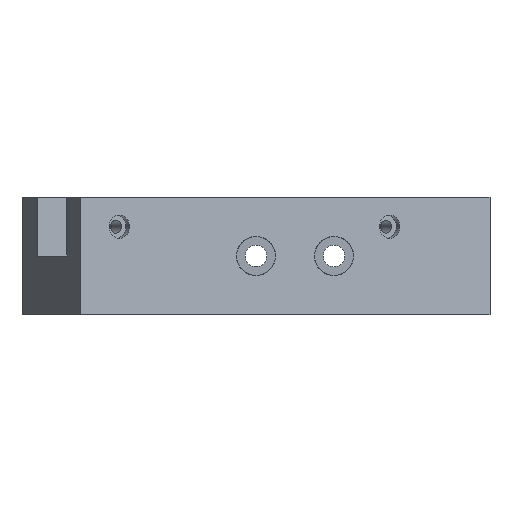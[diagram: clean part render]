
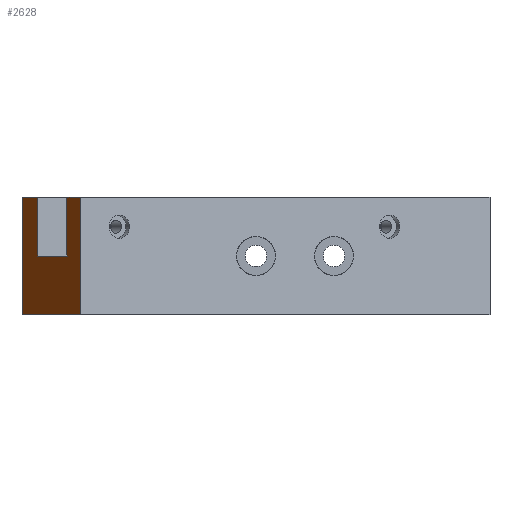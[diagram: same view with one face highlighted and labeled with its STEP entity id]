
A CAD part, left-side view. The second image highlights one B-rep face of the part: STEP entity #2628.
In plain terms, the highlighted planar face has unit normal (-0.5, 0.866, 0).
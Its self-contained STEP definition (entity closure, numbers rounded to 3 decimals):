
#44 = PLANE('',#45);
#45 = AXIS2_PLACEMENT_3D('',#46,#47,#48);
#46 = CARTESIAN_POINT('',(-37.793,54.93,0.));
#47 = DIRECTION('',(0.,0.,1.));
#48 = DIRECTION('',(1.,0.,0.));
#189 = PLANE('',#190);
#190 = AXIS2_PLACEMENT_3D('',#191,#192,#193);
#191 = CARTESIAN_POINT('',(-37.793,54.93,30.));
#192 = DIRECTION('',(0.,0.,1.));
#193 = DIRECTION('',(1.,0.,0.));
#644 = VERTEX_POINT('',#645);
#645 = CARTESIAN_POINT('',(-79.641,110.,0.));
#659 = PLANE('',#660);
#660 = AXIS2_PLACEMENT_3D('',#661,#662,#663);
#661 = CARTESIAN_POINT('',(-79.641,110.,0.));
#662 = DIRECTION('',(0.,1.,0.));
#663 = DIRECTION('',(1.,0.,0.));
#671 = EDGE_CURVE('',#672,#644,#674,.T.);
#672 = VERTEX_POINT('',#673);
#673 = CARTESIAN_POINT('',(-105.622,95.,0.));
#674 = SURFACE_CURVE('',#675,(#679,#686),.PCURVE_S1.);
#675 = LINE('',#676,#677);
#676 = CARTESIAN_POINT('',(-105.622,95.,0.));
#677 = VECTOR('',#678,1.);
#678 = DIRECTION('',(0.866,0.5,0.));
#679 = PCURVE('',#44,#680);
#680 = DEFINITIONAL_REPRESENTATION('',(#681),#685);
#681 = LINE('',#682,#683);
#682 = CARTESIAN_POINT('',(-67.829,40.07));
#683 = VECTOR('',#684,1.);
#684 = DIRECTION('',(0.866,0.5));
#685 = ( GEOMETRIC_REPRESENTATION_CONTEXT(2) 
PARAMETRIC_REPRESENTATION_CONTEXT() REPRESENTATION_CONTEXT('2D SPACE',''
  ) );
#686 = PCURVE('',#687,#692);
#687 = PLANE('',#688);
#688 = AXIS2_PLACEMENT_3D('',#689,#690,#691);
#689 = CARTESIAN_POINT('',(-105.622,95.,0.));
#690 = DIRECTION('',(-0.5,0.866,0.));
#691 = DIRECTION('',(0.866,0.5,0.));
#692 = DEFINITIONAL_REPRESENTATION('',(#693),#697);
#693 = LINE('',#694,#695);
#694 = CARTESIAN_POINT('',(0.,0.));
#695 = VECTOR('',#696,1.);
#696 = DIRECTION('',(1.,0.));
#697 = ( GEOMETRIC_REPRESENTATION_CONTEXT(2) 
PARAMETRIC_REPRESENTATION_CONTEXT() REPRESENTATION_CONTEXT('2D SPACE',''
  ) );
#715 = PLANE('',#716);
#716 = AXIS2_PLACEMENT_3D('',#717,#718,#719);
#717 = CARTESIAN_POINT('',(-45.,-10.,0.));
#718 = DIRECTION('',(-0.866,-0.5,0.));
#719 = DIRECTION('',(-0.5,0.866,0.));
#1143 = VERTEX_POINT('',#1144);
#1144 = CARTESIAN_POINT('',(-79.641,110.,30.));
#1165 = EDGE_CURVE('',#1166,#1143,#1168,.T.);
#1166 = VERTEX_POINT('',#1167);
#1167 = CARTESIAN_POINT('',(-86.578,105.995,30.));
#1168 = SURFACE_CURVE('',#1169,(#1173,#1180),.PCURVE_S1.);
#1169 = LINE('',#1170,#1171);
#1170 = CARTESIAN_POINT('',(-105.622,95.,30.));
#1171 = VECTOR('',#1172,1.);
#1172 = DIRECTION('',(0.866,0.5,0.));
#1173 = PCURVE('',#189,#1174);
#1174 = DEFINITIONAL_REPRESENTATION('',(#1175),#1179);
#1175 = LINE('',#1176,#1177);
#1176 = CARTESIAN_POINT('',(-67.829,40.07));
#1177 = VECTOR('',#1178,1.);
#1178 = DIRECTION('',(0.866,0.5));
#1179 = ( GEOMETRIC_REPRESENTATION_CONTEXT(2) 
PARAMETRIC_REPRESENTATION_CONTEXT() REPRESENTATION_CONTEXT('2D SPACE',''
  ) );
#1180 = PCURVE('',#687,#1181);
#1181 = DEFINITIONAL_REPRESENTATION('',(#1182),#1186);
#1182 = LINE('',#1183,#1184);
#1183 = CARTESIAN_POINT('',(0.,-30.));
#1184 = VECTOR('',#1185,1.);
#1185 = DIRECTION('',(1.,0.));
#1186 = ( GEOMETRIC_REPRESENTATION_CONTEXT(2) 
PARAMETRIC_REPRESENTATION_CONTEXT() REPRESENTATION_CONTEXT('2D SPACE',''
  ) );
#1204 = PLANE('',#1205);
#1205 = AXIS2_PLACEMENT_3D('',#1206,#1207,#1208);
#1206 = CARTESIAN_POINT('',(-86.578,105.995,15.));
#1207 = DIRECTION('',(-0.866,-0.5,0.));
#1208 = DIRECTION('',(0.,0.,1.));
#2167 = PLANE('',#2168);
#2168 = AXIS2_PLACEMENT_3D('',#2169,#2170,#2171);
#2169 = CARTESIAN_POINT('',(-37.793,54.93,30.));
#2170 = DIRECTION('',(0.,0.,1.));
#2171 = DIRECTION('',(1.,0.,0.));
#2407 = VERTEX_POINT('',#2408);
#2408 = CARTESIAN_POINT('',(-105.622,95.,30.));
#2429 = EDGE_CURVE('',#672,#2407,#2430,.T.);
#2430 = SURFACE_CURVE('',#2431,(#2435,#2442),.PCURVE_S1.);
#2431 = LINE('',#2432,#2433);
#2432 = CARTESIAN_POINT('',(-105.622,95.,0.));
#2433 = VECTOR('',#2434,1.);
#2434 = DIRECTION('',(0.,0.,1.));
#2435 = PCURVE('',#715,#2436);
#2436 = DEFINITIONAL_REPRESENTATION('',(#2437),#2441);
#2437 = LINE('',#2438,#2439);
#2438 = CARTESIAN_POINT('',(121.244,0.));
#2439 = VECTOR('',#2440,1.);
#2440 = DIRECTION('',(0.,-1.));
#2441 = ( GEOMETRIC_REPRESENTATION_CONTEXT(2) 
PARAMETRIC_REPRESENTATION_CONTEXT() REPRESENTATION_CONTEXT('2D SPACE',''
  ) );
#2442 = PCURVE('',#687,#2443);
#2443 = DEFINITIONAL_REPRESENTATION('',(#2444),#2448);
#2444 = LINE('',#2445,#2446);
#2445 = CARTESIAN_POINT('',(0.,0.));
#2446 = VECTOR('',#2447,1.);
#2447 = DIRECTION('',(0.,-1.));
#2448 = ( GEOMETRIC_REPRESENTATION_CONTEXT(2) 
PARAMETRIC_REPRESENTATION_CONTEXT() REPRESENTATION_CONTEXT('2D SPACE',''
  ) );
#2628 = ADVANCED_FACE('',(#2629),#687,.T.);
#2629 = FACE_BOUND('',#2630,.T.);
#2630 = EDGE_LOOP('',(#2631,#2632,#2633,#2656,#2684,#2712,#2733,#2734));
#2631 = ORIENTED_EDGE('',*,*,#671,.F.);
#2632 = ORIENTED_EDGE('',*,*,#2429,.T.);
#2633 = ORIENTED_EDGE('',*,*,#2634,.T.);
#2634 = EDGE_CURVE('',#2407,#2635,#2637,.T.);
#2635 = VERTEX_POINT('',#2636);
#2636 = CARTESIAN_POINT('',(-99.568,98.495,30.));
#2637 = SURFACE_CURVE('',#2638,(#2642,#2649),.PCURVE_S1.);
#2638 = LINE('',#2639,#2640);
#2639 = CARTESIAN_POINT('',(-105.622,95.,30.));
#2640 = VECTOR('',#2641,1.);
#2641 = DIRECTION('',(0.866,0.5,0.));
#2642 = PCURVE('',#687,#2643);
#2643 = DEFINITIONAL_REPRESENTATION('',(#2644),#2648);
#2644 = LINE('',#2645,#2646);
#2645 = CARTESIAN_POINT('',(0.,-30.));
#2646 = VECTOR('',#2647,1.);
#2647 = DIRECTION('',(1.,0.));
#2648 = ( GEOMETRIC_REPRESENTATION_CONTEXT(2) 
PARAMETRIC_REPRESENTATION_CONTEXT() REPRESENTATION_CONTEXT('2D SPACE',''
  ) );
#2649 = PCURVE('',#2167,#2650);
#2650 = DEFINITIONAL_REPRESENTATION('',(#2651),#2655);
#2651 = LINE('',#2652,#2653);
#2652 = CARTESIAN_POINT('',(-67.829,40.07));
#2653 = VECTOR('',#2654,1.);
#2654 = DIRECTION('',(0.866,0.5));
#2655 = ( GEOMETRIC_REPRESENTATION_CONTEXT(2) 
PARAMETRIC_REPRESENTATION_CONTEXT() REPRESENTATION_CONTEXT('2D SPACE',''
  ) );
#2656 = ORIENTED_EDGE('',*,*,#2657,.T.);
#2657 = EDGE_CURVE('',#2635,#2658,#2660,.T.);
#2658 = VERTEX_POINT('',#2659);
#2659 = CARTESIAN_POINT('',(-99.568,98.495,15.));
#2660 = SURFACE_CURVE('',#2661,(#2665,#2672),.PCURVE_S1.);
#2661 = LINE('',#2662,#2663);
#2662 = CARTESIAN_POINT('',(-99.568,98.495,30.));
#2663 = VECTOR('',#2664,1.);
#2664 = DIRECTION('',(0.,0.,-1.));
#2665 = PCURVE('',#687,#2666);
#2666 = DEFINITIONAL_REPRESENTATION('',(#2667),#2671);
#2667 = LINE('',#2668,#2669);
#2668 = CARTESIAN_POINT('',(6.99,-30.));
#2669 = VECTOR('',#2670,1.);
#2670 = DIRECTION('',(0.,1.));
#2671 = ( GEOMETRIC_REPRESENTATION_CONTEXT(2) 
PARAMETRIC_REPRESENTATION_CONTEXT() REPRESENTATION_CONTEXT('2D SPACE',''
  ) );
#2672 = PCURVE('',#2673,#2678);
#2673 = PLANE('',#2674);
#2674 = AXIS2_PLACEMENT_3D('',#2675,#2676,#2677);
#2675 = CARTESIAN_POINT('',(-99.568,98.495,30.));
#2676 = DIRECTION('',(0.866,0.5,0.));
#2677 = DIRECTION('',(0.,0.,-1.));
#2678 = DEFINITIONAL_REPRESENTATION('',(#2679),#2683);
#2679 = LINE('',#2680,#2681);
#2680 = CARTESIAN_POINT('',(0.,0.));
#2681 = VECTOR('',#2682,1.);
#2682 = DIRECTION('',(1.,0.));
#2683 = ( GEOMETRIC_REPRESENTATION_CONTEXT(2) 
PARAMETRIC_REPRESENTATION_CONTEXT() REPRESENTATION_CONTEXT('2D SPACE',''
  ) );
#2684 = ORIENTED_EDGE('',*,*,#2685,.T.);
#2685 = EDGE_CURVE('',#2658,#2686,#2688,.T.);
#2686 = VERTEX_POINT('',#2687);
#2687 = CARTESIAN_POINT('',(-86.578,105.995,15.));
#2688 = SURFACE_CURVE('',#2689,(#2693,#2700),.PCURVE_S1.);
#2689 = LINE('',#2690,#2691);
#2690 = CARTESIAN_POINT('',(-99.568,98.495,15.));
#2691 = VECTOR('',#2692,1.);
#2692 = DIRECTION('',(0.866,0.5,0.));
#2693 = PCURVE('',#687,#2694);
#2694 = DEFINITIONAL_REPRESENTATION('',(#2695),#2699);
#2695 = LINE('',#2696,#2697);
#2696 = CARTESIAN_POINT('',(6.99,-15.));
#2697 = VECTOR('',#2698,1.);
#2698 = DIRECTION('',(1.,0.));
#2699 = ( GEOMETRIC_REPRESENTATION_CONTEXT(2) 
PARAMETRIC_REPRESENTATION_CONTEXT() REPRESENTATION_CONTEXT('2D SPACE',''
  ) );
#2700 = PCURVE('',#2701,#2706);
#2701 = PLANE('',#2702);
#2702 = AXIS2_PLACEMENT_3D('',#2703,#2704,#2705);
#2703 = CARTESIAN_POINT('',(-99.568,98.495,15.));
#2704 = DIRECTION('',(0.,0.,1.));
#2705 = DIRECTION('',(0.866,0.5,0.));
#2706 = DEFINITIONAL_REPRESENTATION('',(#2707),#2711);
#2707 = LINE('',#2708,#2709);
#2708 = CARTESIAN_POINT('',(0.,0.));
#2709 = VECTOR('',#2710,1.);
#2710 = DIRECTION('',(1.,0.));
#2711 = ( GEOMETRIC_REPRESENTATION_CONTEXT(2) 
PARAMETRIC_REPRESENTATION_CONTEXT() REPRESENTATION_CONTEXT('2D SPACE',''
  ) );
#2712 = ORIENTED_EDGE('',*,*,#2713,.T.);
#2713 = EDGE_CURVE('',#2686,#1166,#2714,.T.);
#2714 = SURFACE_CURVE('',#2715,(#2719,#2726),.PCURVE_S1.);
#2715 = LINE('',#2716,#2717);
#2716 = CARTESIAN_POINT('',(-86.578,105.995,15.));
#2717 = VECTOR('',#2718,1.);
#2718 = DIRECTION('',(0.,0.,1.));
#2719 = PCURVE('',#687,#2720);
#2720 = DEFINITIONAL_REPRESENTATION('',(#2721),#2725);
#2721 = LINE('',#2722,#2723);
#2722 = CARTESIAN_POINT('',(21.99,-15.));
#2723 = VECTOR('',#2724,1.);
#2724 = DIRECTION('',(0.,-1.));
#2725 = ( GEOMETRIC_REPRESENTATION_CONTEXT(2) 
PARAMETRIC_REPRESENTATION_CONTEXT() REPRESENTATION_CONTEXT('2D SPACE',''
  ) );
#2726 = PCURVE('',#1204,#2727);
#2727 = DEFINITIONAL_REPRESENTATION('',(#2728),#2732);
#2728 = LINE('',#2729,#2730);
#2729 = CARTESIAN_POINT('',(0.,0.));
#2730 = VECTOR('',#2731,1.);
#2731 = DIRECTION('',(1.,0.));
#2732 = ( GEOMETRIC_REPRESENTATION_CONTEXT(2) 
PARAMETRIC_REPRESENTATION_CONTEXT() REPRESENTATION_CONTEXT('2D SPACE',''
  ) );
#2733 = ORIENTED_EDGE('',*,*,#1165,.T.);
#2734 = ORIENTED_EDGE('',*,*,#2735,.F.);
#2735 = EDGE_CURVE('',#644,#1143,#2736,.T.);
#2736 = SURFACE_CURVE('',#2737,(#2741,#2748),.PCURVE_S1.);
#2737 = LINE('',#2738,#2739);
#2738 = CARTESIAN_POINT('',(-79.641,110.,0.));
#2739 = VECTOR('',#2740,1.);
#2740 = DIRECTION('',(0.,0.,1.));
#2741 = PCURVE('',#687,#2742);
#2742 = DEFINITIONAL_REPRESENTATION('',(#2743),#2747);
#2743 = LINE('',#2744,#2745);
#2744 = CARTESIAN_POINT('',(30.,0.));
#2745 = VECTOR('',#2746,1.);
#2746 = DIRECTION('',(0.,-1.));
#2747 = ( GEOMETRIC_REPRESENTATION_CONTEXT(2) 
PARAMETRIC_REPRESENTATION_CONTEXT() REPRESENTATION_CONTEXT('2D SPACE',''
  ) );
#2748 = PCURVE('',#659,#2749);
#2749 = DEFINITIONAL_REPRESENTATION('',(#2750),#2754);
#2750 = LINE('',#2751,#2752);
#2751 = CARTESIAN_POINT('',(0.,0.));
#2752 = VECTOR('',#2753,1.);
#2753 = DIRECTION('',(0.,-1.));
#2754 = ( GEOMETRIC_REPRESENTATION_CONTEXT(2) 
PARAMETRIC_REPRESENTATION_CONTEXT() REPRESENTATION_CONTEXT('2D SPACE',''
  ) );
